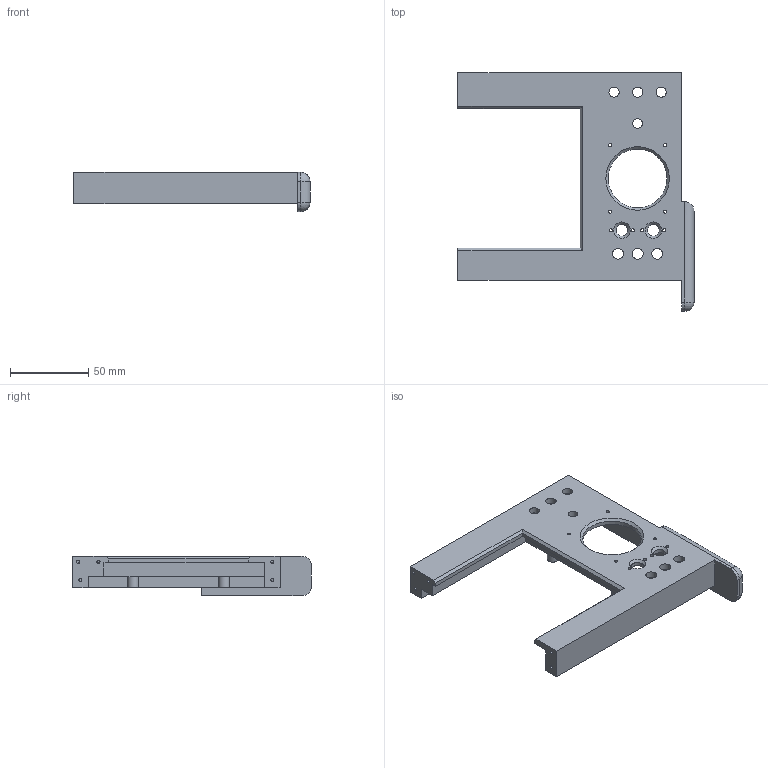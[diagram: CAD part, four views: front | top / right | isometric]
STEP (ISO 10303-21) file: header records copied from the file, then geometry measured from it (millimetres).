
FILE_DESCRIPTION(('FreeCAD Model'),'2;1');
FILE_NAME('Open CASCADE Shape Model','2025-12-28T11:25:40',(''),(''), 'Open CASCADE STEP processor 7.8','FreeCAD','Unknown');
FILE_SCHEMA(('AUTOMOTIVE_DESIGN { 1 0 10303 214 1 1 1 1 }'));
Length unit declared in the file: millimetre
Products named in the file (1): MultipartCutPocket
Bounding box: 150.5 x 152.25 x 25 mm (x, y, z)
Volume: 91542 mm3; surface area: 48096.6 mm2
Topology: 1 solids, 1 shells, 115 faces, 326 edges, 206 vertices
Faces by surface type: plane 61, cylinder 49, cone 3, sphere 2
Full cylindrical faces by diameter (mm): 2 x13, 3 x12, 6 x1, 6.5 x3, 7 x5, 7.5 x2, 37.5 x1
Entity records: 4319 total; most frequent: CARTESIAN_POINT 1186, DIRECTION 645, ORIENTED_EDGE 632, EDGE_CURVE 316, AXIS2_PLACEMENT_3D 227, VERTEX_POINT 202, LINE 191, VECTOR 191
